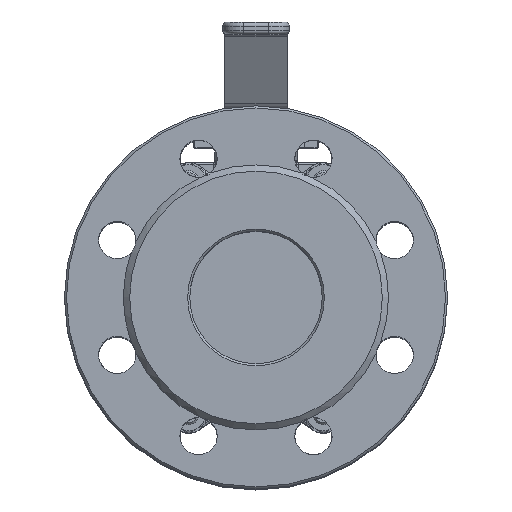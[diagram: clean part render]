
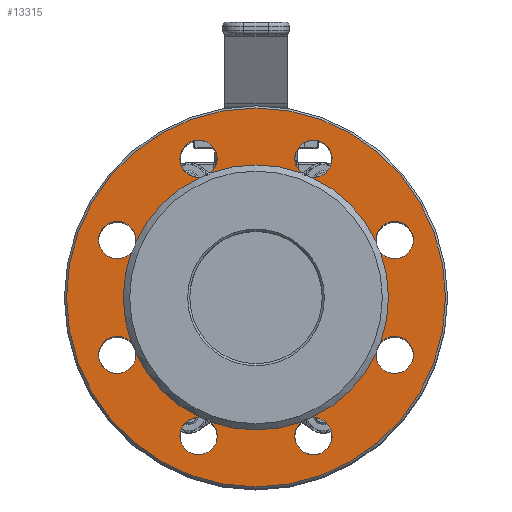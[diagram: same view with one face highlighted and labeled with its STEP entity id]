
A CAD part, top view. The second image highlights one B-rep face of the part: STEP entity #13315.
In plain terms, the highlighted face is planar.
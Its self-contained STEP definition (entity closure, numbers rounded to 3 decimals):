
#455=FACE_BOUND('',#4314,.T.);
#726=PLANE('',#14793);
#3484=FACE_OUTER_BOUND('',#4313,.T.);
#4313=EDGE_LOOP('',(#11369));
#4314=EDGE_LOOP('',(#11370,#11371,#11372,#11373,#11374,#11375,#11376,#11377,
#11378,#11379,#11380,#11381,#11382,#11383,#11384,#11385,#11386,#11387,#11388,
#11389,#11390,#11391,#11392,#11393,#11394));
#5018=CIRCLE('',#14789,91.5);
#5021=CIRCLE('',#14794,64.);
#5022=CIRCLE('',#14795,9.);
#5023=CIRCLE('',#14796,9.);
#5024=CIRCLE('',#14797,64.);
#5025=CIRCLE('',#14798,9.);
#5026=CIRCLE('',#14799,9.);
#5027=CIRCLE('',#14800,64.);
#5028=CIRCLE('',#14801,9.);
#5029=CIRCLE('',#14802,9.);
#5030=CIRCLE('',#14803,64.);
#5031=CIRCLE('',#14804,9.);
#5032=CIRCLE('',#14805,9.);
#5033=CIRCLE('',#14806,64.);
#5034=CIRCLE('',#14807,9.);
#5035=CIRCLE('',#14808,9.);
#5036=CIRCLE('',#14809,64.);
#5037=CIRCLE('',#14810,64.);
#5038=CIRCLE('',#14811,9.);
#5039=CIRCLE('',#14812,9.);
#5040=CIRCLE('',#14813,64.);
#5041=CIRCLE('',#14814,9.);
#5042=CIRCLE('',#14815,9.);
#5043=CIRCLE('',#14816,64.);
#5044=CIRCLE('',#14817,9.);
#5045=CIRCLE('',#14818,9.);
#6122=VERTEX_POINT('',#25877);
#6125=VERTEX_POINT('',#25887);
#6126=VERTEX_POINT('',#25888);
#6127=VERTEX_POINT('',#25890);
#6128=VERTEX_POINT('',#25892);
#6129=VERTEX_POINT('',#25894);
#6130=VERTEX_POINT('',#25896);
#6131=VERTEX_POINT('',#25898);
#6132=VERTEX_POINT('',#25900);
#6133=VERTEX_POINT('',#25902);
#6134=VERTEX_POINT('',#25904);
#6135=VERTEX_POINT('',#25906);
#6136=VERTEX_POINT('',#25908);
#6137=VERTEX_POINT('',#25910);
#6138=VERTEX_POINT('',#25912);
#6139=VERTEX_POINT('',#25914);
#6140=VERTEX_POINT('',#25916);
#6141=VERTEX_POINT('',#25918);
#6142=VERTEX_POINT('',#25920);
#6143=VERTEX_POINT('',#25922);
#6144=VERTEX_POINT('',#25924);
#6145=VERTEX_POINT('',#25926);
#6146=VERTEX_POINT('',#25928);
#6147=VERTEX_POINT('',#25930);
#6148=VERTEX_POINT('',#25932);
#6149=VERTEX_POINT('',#25934);
#7890=EDGE_CURVE('',#6122,#6122,#5018,.T.);
#7894=EDGE_CURVE('',#6125,#6126,#5021,.T.);
#7895=EDGE_CURVE('',#6127,#6125,#5022,.T.);
#7896=EDGE_CURVE('',#6128,#6127,#5023,.T.);
#7897=EDGE_CURVE('',#6129,#6128,#5024,.T.);
#7898=EDGE_CURVE('',#6130,#6129,#5025,.T.);
#7899=EDGE_CURVE('',#6131,#6130,#5026,.T.);
#7900=EDGE_CURVE('',#6132,#6131,#5027,.T.);
#7901=EDGE_CURVE('',#6133,#6132,#5028,.T.);
#7902=EDGE_CURVE('',#6134,#6133,#5029,.T.);
#7903=EDGE_CURVE('',#6135,#6134,#5030,.T.);
#7904=EDGE_CURVE('',#6136,#6135,#5031,.T.);
#7905=EDGE_CURVE('',#6137,#6136,#5032,.T.);
#7906=EDGE_CURVE('',#6138,#6137,#5033,.T.);
#7907=EDGE_CURVE('',#6139,#6138,#5034,.T.);
#7908=EDGE_CURVE('',#6140,#6139,#5035,.T.);
#7909=EDGE_CURVE('',#6141,#6140,#5036,.T.);
#7910=EDGE_CURVE('',#6142,#6141,#5037,.T.);
#7911=EDGE_CURVE('',#6143,#6142,#5038,.T.);
#7912=EDGE_CURVE('',#6144,#6143,#5039,.T.);
#7913=EDGE_CURVE('',#6145,#6144,#5040,.T.);
#7914=EDGE_CURVE('',#6146,#6145,#5041,.T.);
#7915=EDGE_CURVE('',#6147,#6146,#5042,.T.);
#7916=EDGE_CURVE('',#6148,#6147,#5043,.T.);
#7917=EDGE_CURVE('',#6149,#6148,#5044,.T.);
#7918=EDGE_CURVE('',#6126,#6149,#5045,.T.);
#11369=ORIENTED_EDGE('',*,*,#7890,.F.);
#11370=ORIENTED_EDGE('',*,*,#7894,.F.);
#11371=ORIENTED_EDGE('',*,*,#7895,.F.);
#11372=ORIENTED_EDGE('',*,*,#7896,.F.);
#11373=ORIENTED_EDGE('',*,*,#7897,.F.);
#11374=ORIENTED_EDGE('',*,*,#7898,.F.);
#11375=ORIENTED_EDGE('',*,*,#7899,.F.);
#11376=ORIENTED_EDGE('',*,*,#7900,.F.);
#11377=ORIENTED_EDGE('',*,*,#7901,.F.);
#11378=ORIENTED_EDGE('',*,*,#7902,.F.);
#11379=ORIENTED_EDGE('',*,*,#7903,.F.);
#11380=ORIENTED_EDGE('',*,*,#7904,.F.);
#11381=ORIENTED_EDGE('',*,*,#7905,.F.);
#11382=ORIENTED_EDGE('',*,*,#7906,.F.);
#11383=ORIENTED_EDGE('',*,*,#7907,.F.);
#11384=ORIENTED_EDGE('',*,*,#7908,.F.);
#11385=ORIENTED_EDGE('',*,*,#7909,.F.);
#11386=ORIENTED_EDGE('',*,*,#7910,.F.);
#11387=ORIENTED_EDGE('',*,*,#7911,.F.);
#11388=ORIENTED_EDGE('',*,*,#7912,.F.);
#11389=ORIENTED_EDGE('',*,*,#7913,.F.);
#11390=ORIENTED_EDGE('',*,*,#7914,.F.);
#11391=ORIENTED_EDGE('',*,*,#7915,.F.);
#11392=ORIENTED_EDGE('',*,*,#7916,.F.);
#11393=ORIENTED_EDGE('',*,*,#7917,.F.);
#11394=ORIENTED_EDGE('',*,*,#7918,.F.);
#13315=ADVANCED_FACE('',(#3484,#455),#726,.F.);
#14789=AXIS2_PLACEMENT_3D('',#25879,#18099,#18100);
#14793=AXIS2_PLACEMENT_3D('',#25886,#18108,#18109);
#14794=AXIS2_PLACEMENT_3D('',#25889,#18110,#18111);
#14795=AXIS2_PLACEMENT_3D('',#25891,#18112,#18113);
#14796=AXIS2_PLACEMENT_3D('',#25893,#18114,#18115);
#14797=AXIS2_PLACEMENT_3D('',#25895,#18116,#18117);
#14798=AXIS2_PLACEMENT_3D('',#25897,#18118,#18119);
#14799=AXIS2_PLACEMENT_3D('',#25899,#18120,#18121);
#14800=AXIS2_PLACEMENT_3D('',#25901,#18122,#18123);
#14801=AXIS2_PLACEMENT_3D('',#25903,#18124,#18125);
#14802=AXIS2_PLACEMENT_3D('',#25905,#18126,#18127);
#14803=AXIS2_PLACEMENT_3D('',#25907,#18128,#18129);
#14804=AXIS2_PLACEMENT_3D('',#25909,#18130,#18131);
#14805=AXIS2_PLACEMENT_3D('',#25911,#18132,#18133);
#14806=AXIS2_PLACEMENT_3D('',#25913,#18134,#18135);
#14807=AXIS2_PLACEMENT_3D('',#25915,#18136,#18137);
#14808=AXIS2_PLACEMENT_3D('',#25917,#18138,#18139);
#14809=AXIS2_PLACEMENT_3D('',#25919,#18140,#18141);
#14810=AXIS2_PLACEMENT_3D('',#25921,#18142,#18143);
#14811=AXIS2_PLACEMENT_3D('',#25923,#18144,#18145);
#14812=AXIS2_PLACEMENT_3D('',#25925,#18146,#18147);
#14813=AXIS2_PLACEMENT_3D('',#25927,#18148,#18149);
#14814=AXIS2_PLACEMENT_3D('',#25929,#18150,#18151);
#14815=AXIS2_PLACEMENT_3D('',#25931,#18152,#18153);
#14816=AXIS2_PLACEMENT_3D('',#25933,#18154,#18155);
#14817=AXIS2_PLACEMENT_3D('',#25935,#18156,#18157);
#14818=AXIS2_PLACEMENT_3D('',#25936,#18158,#18159);
#18099=DIRECTION('center_axis',(0.,0.,1.));
#18100=DIRECTION('ref_axis',(-1.,0.,0.));
#18108=DIRECTION('center_axis',(0.,0.,1.));
#18109=DIRECTION('ref_axis',(1.,0.,0.));
#18110=DIRECTION('center_axis',(0.,0.,-1.));
#18111=DIRECTION('ref_axis',(-1.,0.,0.));
#18112=DIRECTION('center_axis',(0.,0.,-1.));
#18113=DIRECTION('ref_axis',(-1.,0.,0.));
#18114=DIRECTION('center_axis',(0.,0.,-1.));
#18115=DIRECTION('ref_axis',(-1.,0.,0.));
#18116=DIRECTION('center_axis',(0.,0.,-1.));
#18117=DIRECTION('ref_axis',(-1.,0.,0.));
#18118=DIRECTION('center_axis',(0.,0.,-1.));
#18119=DIRECTION('ref_axis',(-1.,0.,0.));
#18120=DIRECTION('center_axis',(0.,0.,-1.));
#18121=DIRECTION('ref_axis',(-1.,0.,0.));
#18122=DIRECTION('center_axis',(0.,0.,-1.));
#18123=DIRECTION('ref_axis',(-1.,0.,0.));
#18124=DIRECTION('center_axis',(0.,0.,-1.));
#18125=DIRECTION('ref_axis',(-1.,0.,0.));
#18126=DIRECTION('center_axis',(0.,0.,-1.));
#18127=DIRECTION('ref_axis',(-1.,0.,0.));
#18128=DIRECTION('center_axis',(0.,0.,-1.));
#18129=DIRECTION('ref_axis',(-1.,0.,0.));
#18130=DIRECTION('center_axis',(0.,0.,-1.));
#18131=DIRECTION('ref_axis',(-1.,0.,0.));
#18132=DIRECTION('center_axis',(0.,0.,-1.));
#18133=DIRECTION('ref_axis',(-1.,0.,0.));
#18134=DIRECTION('center_axis',(0.,0.,-1.));
#18135=DIRECTION('ref_axis',(-1.,0.,0.));
#18136=DIRECTION('center_axis',(0.,0.,-1.));
#18137=DIRECTION('ref_axis',(-1.,0.,0.));
#18138=DIRECTION('center_axis',(0.,0.,-1.));
#18139=DIRECTION('ref_axis',(-1.,0.,0.));
#18140=DIRECTION('center_axis',(0.,0.,-1.));
#18141=DIRECTION('ref_axis',(-1.,0.,0.));
#18142=DIRECTION('center_axis',(0.,0.,-1.));
#18143=DIRECTION('ref_axis',(-1.,0.,0.));
#18144=DIRECTION('center_axis',(0.,0.,-1.));
#18145=DIRECTION('ref_axis',(-1.,0.,0.));
#18146=DIRECTION('center_axis',(0.,0.,-1.));
#18147=DIRECTION('ref_axis',(-1.,0.,0.));
#18148=DIRECTION('center_axis',(0.,0.,-1.));
#18149=DIRECTION('ref_axis',(-1.,0.,0.));
#18150=DIRECTION('center_axis',(0.,0.,-1.));
#18151=DIRECTION('ref_axis',(-1.,0.,0.));
#18152=DIRECTION('center_axis',(0.,0.,-1.));
#18153=DIRECTION('ref_axis',(-1.,0.,0.));
#18154=DIRECTION('center_axis',(0.,0.,-1.));
#18155=DIRECTION('ref_axis',(-1.,0.,0.));
#18156=DIRECTION('center_axis',(0.,0.,-1.));
#18157=DIRECTION('ref_axis',(-1.,0.,0.));
#18158=DIRECTION('center_axis',(0.,0.,-1.));
#18159=DIRECTION('ref_axis',(-1.,0.,0.));
#25877=CARTESIAN_POINT('',(91.5,0.,0.));
#25879=CARTESIAN_POINT('Origin',(0.,0.,0.));
#25886=CARTESIAN_POINT('Origin',(0.,0.,0.));
#25887=CARTESIAN_POINT('',(-58.009,27.036,0.));
#25888=CARTESIAN_POINT('',(-27.036,58.009,0.));
#25889=CARTESIAN_POINT('Origin',(0.,0.,0.));
#25890=CARTESIAN_POINT('',(-57.981,27.745,0.));
#25891=CARTESIAN_POINT('Origin',(-66.981,27.745,0.));
#25892=CARTESIAN_POINT('',(-60.136,21.902,0.));
#25893=CARTESIAN_POINT('Origin',(-66.981,27.745,0.));
#25894=CARTESIAN_POINT('',(-60.136,-21.902,0.));
#25895=CARTESIAN_POINT('Origin',(0.,0.,0.));
#25896=CARTESIAN_POINT('',(-57.981,-27.745,0.));
#25897=CARTESIAN_POINT('Origin',(-66.981,-27.745,0.));
#25898=CARTESIAN_POINT('',(-58.009,-27.036,0.));
#25899=CARTESIAN_POINT('Origin',(-66.981,-27.745,0.));
#25900=CARTESIAN_POINT('',(-27.036,-58.009,0.));
#25901=CARTESIAN_POINT('Origin',(0.,0.,0.));
#25902=CARTESIAN_POINT('',(-18.745,-66.981,0.));
#25903=CARTESIAN_POINT('Origin',(-27.745,-66.981,0.));
#25904=CARTESIAN_POINT('',(-21.902,-60.136,0.));
#25905=CARTESIAN_POINT('Origin',(-27.745,-66.981,0.));
#25906=CARTESIAN_POINT('',(21.902,-60.136,0.));
#25907=CARTESIAN_POINT('Origin',(0.,0.,0.));
#25908=CARTESIAN_POINT('',(36.745,-66.981,0.));
#25909=CARTESIAN_POINT('Origin',(27.745,-66.981,0.));
#25910=CARTESIAN_POINT('',(27.036,-58.009,0.));
#25911=CARTESIAN_POINT('Origin',(27.745,-66.981,0.));
#25912=CARTESIAN_POINT('',(58.009,-27.036,0.));
#25913=CARTESIAN_POINT('Origin',(0.,0.,0.));
#25914=CARTESIAN_POINT('',(75.981,-27.745,0.));
#25915=CARTESIAN_POINT('Origin',(66.981,-27.745,0.));
#25916=CARTESIAN_POINT('',(60.136,-21.902,0.));
#25917=CARTESIAN_POINT('Origin',(66.981,-27.745,0.));
#25918=CARTESIAN_POINT('',(64.,0.,0.));
#25919=CARTESIAN_POINT('Origin',(0.,0.,0.));
#25920=CARTESIAN_POINT('',(60.136,21.902,0.));
#25921=CARTESIAN_POINT('Origin',(0.,0.,0.));
#25922=CARTESIAN_POINT('',(75.981,27.745,0.));
#25923=CARTESIAN_POINT('Origin',(66.981,27.745,0.));
#25924=CARTESIAN_POINT('',(58.009,27.036,0.));
#25925=CARTESIAN_POINT('Origin',(66.981,27.745,0.));
#25926=CARTESIAN_POINT('',(27.036,58.009,0.));
#25927=CARTESIAN_POINT('Origin',(0.,0.,0.));
#25928=CARTESIAN_POINT('',(36.745,66.981,0.));
#25929=CARTESIAN_POINT('Origin',(27.745,66.981,0.));
#25930=CARTESIAN_POINT('',(21.902,60.136,0.));
#25931=CARTESIAN_POINT('Origin',(27.745,66.981,0.));
#25932=CARTESIAN_POINT('',(-21.902,60.136,0.));
#25933=CARTESIAN_POINT('Origin',(0.,0.,0.));
#25934=CARTESIAN_POINT('',(-18.745,66.981,0.));
#25935=CARTESIAN_POINT('Origin',(-27.745,66.981,0.));
#25936=CARTESIAN_POINT('Origin',(-27.745,66.981,0.));
